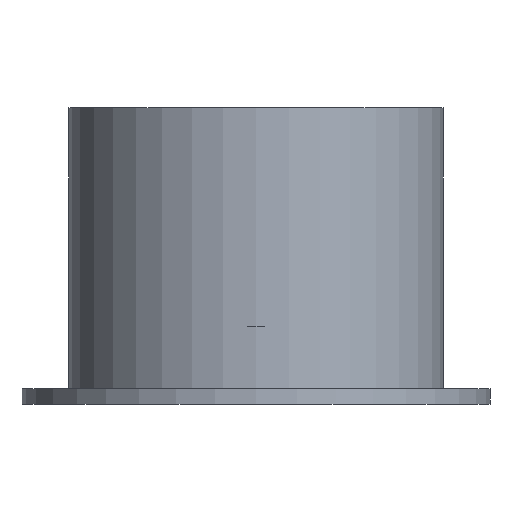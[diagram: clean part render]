
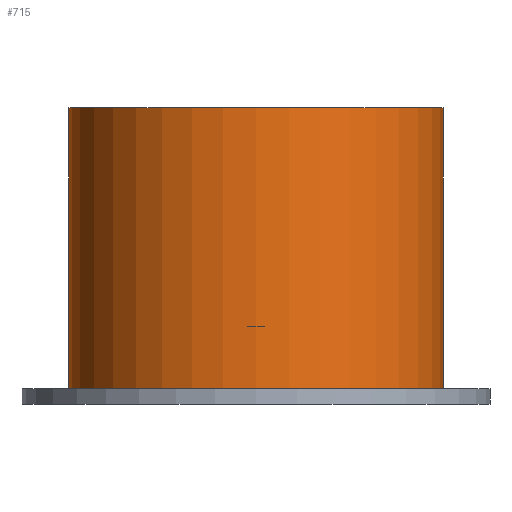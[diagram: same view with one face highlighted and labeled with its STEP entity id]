
A CAD part, front view. The second image highlights one B-rep face of the part: STEP entity #715.
In plain terms, the highlighted cylindrical face has radius 12 mm (diameter 24 mm), a partial arc.
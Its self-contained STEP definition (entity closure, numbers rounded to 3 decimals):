
#18 = CARTESIAN_POINT ( 'NONE',  ( 0., 0., 18. ) ) ;
#32 = CARTESIAN_POINT ( 'NONE',  ( 0., 0., 18. ) ) ;
#40 = AXIS2_PLACEMENT_3D ( 'NONE', #18, #883, #192 ) ;
#64 = VERTEX_POINT ( 'NONE', #452 ) ;
#72 = ORIENTED_EDGE ( 'NONE', *, *, #876, .F. ) ;
#77 = AXIS2_PLACEMENT_3D ( 'NONE', #741, #664, #423 ) ;
#94 = CARTESIAN_POINT ( 'NONE',  ( -12., 0., 18. ) ) ;
#154 = CARTESIAN_POINT ( 'NONE',  ( 12., 0., 18. ) ) ;
#190 = VECTOR ( 'NONE', #339, 1000. ) ;
#192 = DIRECTION ( 'NONE',  ( -1., 0., 0. ) ) ;
#195 = EDGE_CURVE ( 'NONE', #491, #64, #707, .T. ) ;
#214 = VERTEX_POINT ( 'NONE', #94 ) ;
#239 = EDGE_LOOP ( 'NONE', ( #624, #72, #836, #852 ) ) ;
#258 = FACE_OUTER_BOUND ( 'NONE', #239, .T. ) ;
#262 = CYLINDRICAL_SURFACE ( 'NONE', #40, 12. ) ;
#299 = CIRCLE ( 'NONE', #870, 12. ) ;
#301 = EDGE_CURVE ( 'NONE', #214, #516, #874, .T. ) ;
#339 = DIRECTION ( 'NONE',  ( 0., 0., -1. ) ) ;
#343 = CIRCLE ( 'NONE', #77, 12. ) ;
#349 = DIRECTION ( 'NONE',  ( 1., 0., 0. ) ) ;
#356 = VECTOR ( 'NONE', #456, 1000. ) ;
#423 = DIRECTION ( 'NONE',  ( 1., 0., 0. ) ) ;
#452 = CARTESIAN_POINT ( 'NONE',  ( 12., 0., 0. ) ) ;
#456 = DIRECTION ( 'NONE',  ( 0., 0., -1. ) ) ;
#491 = VERTEX_POINT ( 'NONE', #897 ) ;
#493 = EDGE_CURVE ( 'NONE', #516, #64, #343, .T. ) ;
#516 = VERTEX_POINT ( 'NONE', #893 ) ;
#582 = DIRECTION ( 'NONE',  ( 0., 0., 1. ) ) ;
#624 = ORIENTED_EDGE ( 'NONE', *, *, #195, .F. ) ;
#639 = CARTESIAN_POINT ( 'NONE',  ( -12., 0., 18. ) ) ;
#664 = DIRECTION ( 'NONE',  ( 0., 0., 1. ) ) ;
#707 = LINE ( 'NONE', #154, #356 ) ;
#715 = ADVANCED_FACE ( 'NONE', ( #258 ), #262, .T. ) ;
#741 = CARTESIAN_POINT ( 'NONE',  ( 0., 0., 0. ) ) ;
#836 = ORIENTED_EDGE ( 'NONE', *, *, #301, .T. ) ;
#852 = ORIENTED_EDGE ( 'NONE', *, *, #493, .T. ) ;
#870 = AXIS2_PLACEMENT_3D ( 'NONE', #32, #582, #349 ) ;
#874 = LINE ( 'NONE', #639, #190 ) ;
#876 = EDGE_CURVE ( 'NONE', #214, #491, #299, .T. ) ;
#883 = DIRECTION ( 'NONE',  ( 0., 0., -1. ) ) ;
#893 = CARTESIAN_POINT ( 'NONE',  ( -12., 0., 0. ) ) ;
#897 = CARTESIAN_POINT ( 'NONE',  ( 12., 0., 18. ) ) ;
